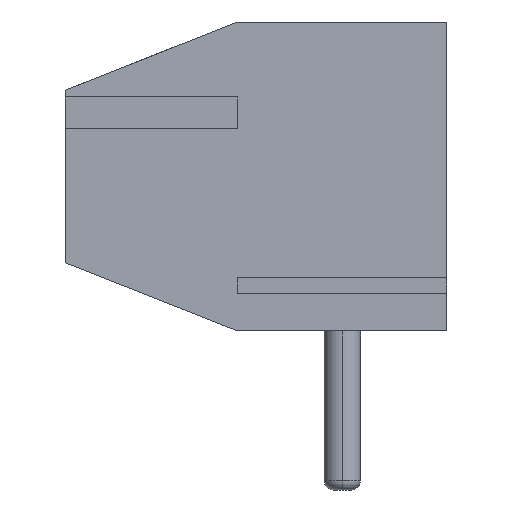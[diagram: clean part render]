
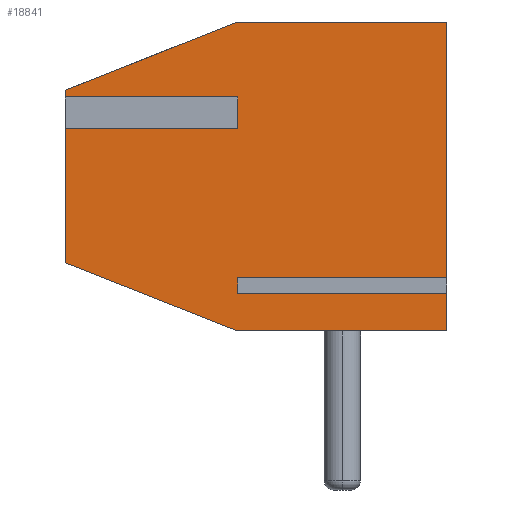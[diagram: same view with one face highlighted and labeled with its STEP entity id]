
A CAD part, left-side view. The second image highlights one B-rep face of the part: STEP entity #18841.
In plain terms, the highlighted planar face has unit normal (-1, 0, 0).
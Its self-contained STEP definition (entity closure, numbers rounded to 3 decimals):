
#189 = LINE ( 'NONE', #29429, #26439 ) ;
#544 = ORIENTED_EDGE ( 'NONE', *, *, #6453, .F. ) ;
#816 = EDGE_CURVE ( 'NONE', #9552, #14990, #28850, .T. ) ;
#822 = VERTEX_POINT ( 'NONE', #18795 ) ;
#1027 = VERTEX_POINT ( 'NONE', #3171 ) ;
#1040 = CARTESIAN_POINT ( 'NONE',  ( 0., 4.6, 4.632 ) ) ;
#1374 = ORIENTED_EDGE ( 'NONE', *, *, #28396, .T. ) ;
#1465 = VECTOR ( 'NONE', #28949, 1000. ) ;
#1714 = CARTESIAN_POINT ( 'NONE',  ( 0., 8.4, 1.5 ) ) ;
#1751 = EDGE_CURVE ( 'NONE', #29435, #26706, #13768, .T. ) ;
#1924 = ORIENTED_EDGE ( 'NONE', *, *, #23518, .T. ) ;
#2156 = VERTEX_POINT ( 'NONE', #12022 ) ;
#2339 = EDGE_CURVE ( 'NONE', #822, #29435, #7048, .T. ) ;
#2391 = CARTESIAN_POINT ( 'NONE',  ( 0., 8.4, 4.968 ) ) ;
#3061 = ORIENTED_EDGE ( 'NONE', *, *, #4622, .F. ) ;
#3171 = CARTESIAN_POINT ( 'NONE',  ( 0., 0., 0. ) ) ;
#3317 = EDGE_CURVE ( 'NONE', #2156, #26706, #16647, .T. ) ;
#3764 = EDGE_CURVE ( 'NONE', #5035, #23365, #27783, .T. ) ;
#4022 = EDGE_CURVE ( 'NONE', #14846, #13420, #14477, .T. ) ;
#4298 = FACE_OUTER_BOUND ( 'NONE', #4614, .T. ) ;
#4440 = VECTOR ( 'NONE', #21285, 1000. ) ;
#4614 = EDGE_LOOP ( 'NONE', ( #1924, #15654, #12320, #9123, #544, #5564, #8274, #3061, #17337, #10788, #18159, #1374, #11047, #29336 ) ) ;
#4622 = EDGE_CURVE ( 'NONE', #30511, #10258, #5427, .T. ) ;
#4768 = DIRECTION ( 'NONE',  ( 1., 0., 0. ) ) ;
#4848 = VECTOR ( 'NONE', #19529, 1000. ) ;
#4883 = CARTESIAN_POINT ( 'NONE',  ( 0., 8.4, 4.632 ) ) ;
#5035 = VERTEX_POINT ( 'NONE', #2391 ) ;
#5214 = CARTESIAN_POINT ( 'NONE',  ( 0., 8.4, 6.8 ) ) ;
#5427 = LINE ( 'NONE', #4883, #19583 ) ;
#5488 = LINE ( 'NONE', #22779, #8844 ) ;
#5564 = ORIENTED_EDGE ( 'NONE', *, *, #3764, .T. ) ;
#5706 = EDGE_CURVE ( 'NONE', #14990, #30511, #22162, .T. ) ;
#6006 = DIRECTION ( 'NONE',  ( 0., 0., 1. ) ) ;
#6453 = EDGE_CURVE ( 'NONE', #5035, #822, #22662, .T. ) ;
#6544 = CARTESIAN_POINT ( 'NONE',  ( 0., 0., 0.832 ) ) ;
#6635 = LINE ( 'NONE', #23441, #17056 ) ;
#6846 = CARTESIAN_POINT ( 'NONE',  ( 0., 0., 6.8 ) ) ;
#6873 = VECTOR ( 'NONE', #17576, 1000. ) ;
#6974 = DIRECTION ( 'NONE',  ( 0., -1., 0. ) ) ;
#7048 = LINE ( 'NONE', #31576, #16949 ) ;
#7162 = DIRECTION ( 'NONE',  ( 0., 0., -1. ) ) ;
#7761 = CARTESIAN_POINT ( 'NONE',  ( 0., 0., 6.8 ) ) ;
#8274 = ORIENTED_EDGE ( 'NONE', *, *, #9283, .T. ) ;
#8675 = VECTOR ( 'NONE', #25412, 1000. ) ;
#8698 = VECTOR ( 'NONE', #16442, 1000. ) ;
#8844 = VECTOR ( 'NONE', #22440, 1000. ) ;
#9123 = ORIENTED_EDGE ( 'NONE', *, *, #2339, .F. ) ;
#9283 = EDGE_CURVE ( 'NONE', #23365, #10258, #189, .T. ) ;
#9357 = DIRECTION ( 'NONE',  ( 0., -1., 0. ) ) ;
#9440 = LINE ( 'NONE', #19043, #4848 ) ;
#9503 = DIRECTION ( 'NONE',  ( 0., -0.93, 0.367 ) ) ;
#9552 = VERTEX_POINT ( 'NONE', #29067 ) ;
#9808 = CARTESIAN_POINT ( 'NONE',  ( 0., 4.6, 1.168 ) ) ;
#10258 = VERTEX_POINT ( 'NONE', #1040 ) ;
#10560 = CARTESIAN_POINT ( 'NONE',  ( 0., 8.4, 1.5 ) ) ;
#10788 = ORIENTED_EDGE ( 'NONE', *, *, #816, .F. ) ;
#11047 = ORIENTED_EDGE ( 'NONE', *, *, #29491, .F. ) ;
#11560 = VECTOR ( 'NONE', #12441, 1000. ) ;
#11612 = DIRECTION ( 'NONE',  ( 0., 0., -1. ) ) ;
#12022 = CARTESIAN_POINT ( 'NONE',  ( 0., 0., 1.168 ) ) ;
#12320 = ORIENTED_EDGE ( 'NONE', *, *, #1751, .F. ) ;
#12441 = DIRECTION ( 'NONE',  ( 0., -1., 0. ) ) ;
#13420 = VERTEX_POINT ( 'NONE', #15400 ) ;
#13768 = LINE ( 'NONE', #24172, #30608 ) ;
#14477 = LINE ( 'NONE', #19507, #8698 ) ;
#14846 = VERTEX_POINT ( 'NONE', #26801 ) ;
#14990 = VERTEX_POINT ( 'NONE', #10560 ) ;
#15400 = CARTESIAN_POINT ( 'NONE',  ( 0., 4.6, 1.168 ) ) ;
#15443 = DIRECTION ( 'NONE',  ( 0., -1., 0. ) ) ;
#15654 = ORIENTED_EDGE ( 'NONE', *, *, #3317, .T. ) ;
#16442 = DIRECTION ( 'NONE',  ( 0., 0., 1. ) ) ;
#16647 = LINE ( 'NONE', #6846, #1465 ) ;
#16949 = VECTOR ( 'NONE', #9503, 1000. ) ;
#17056 = VECTOR ( 'NONE', #6006, 1000. ) ;
#17337 = ORIENTED_EDGE ( 'NONE', *, *, #5706, .F. ) ;
#17576 = DIRECTION ( 'NONE',  ( 0., 0., 1. ) ) ;
#18159 = ORIENTED_EDGE ( 'NONE', *, *, #19101, .T. ) ;
#18795 = CARTESIAN_POINT ( 'NONE',  ( 0., 8.4, 5.3 ) ) ;
#18841 = ADVANCED_FACE ( 'NONE', ( #4298 ), #22021, .F. ) ;
#19043 = CARTESIAN_POINT ( 'NONE',  ( 0., 8.4, 0. ) ) ;
#19101 = EDGE_CURVE ( 'NONE', #9552, #1027, #9440, .T. ) ;
#19403 = VERTEX_POINT ( 'NONE', #6544 ) ;
#19507 = CARTESIAN_POINT ( 'NONE',  ( 0., 4.6, 0.832 ) ) ;
#19529 = DIRECTION ( 'NONE',  ( 0., -1., 0. ) ) ;
#19583 = VECTOR ( 'NONE', #6974, 1000. ) ;
#19838 = CARTESIAN_POINT ( 'NONE',  ( 0., 8.4, 4.968 ) ) ;
#21285 = DIRECTION ( 'NONE',  ( 0., 0.93, 0.367 ) ) ;
#21728 = CARTESIAN_POINT ( 'NONE',  ( 0., 8.4, 6.8 ) ) ;
#22021 = PLANE ( 'NONE',  #22107 ) ;
#22107 = AXIS2_PLACEMENT_3D ( 'NONE', #21728, #4768, #11612 ) ;
#22162 = LINE ( 'NONE', #5214, #8675 ) ;
#22440 = DIRECTION ( 'NONE',  ( 0., -1., 0. ) ) ;
#22662 = LINE ( 'NONE', #25084, #6873 ) ;
#22779 = CARTESIAN_POINT ( 'NONE',  ( 0., 4.6, 0.832 ) ) ;
#23365 = VERTEX_POINT ( 'NONE', #26303 ) ;
#23441 = CARTESIAN_POINT ( 'NONE',  ( 0., 0., 6.8 ) ) ;
#23518 = EDGE_CURVE ( 'NONE', #13420, #2156, #24466, .T. ) ;
#24172 = CARTESIAN_POINT ( 'NONE',  ( 0., 8.4, 6.8 ) ) ;
#24466 = LINE ( 'NONE', #9808, #11560 ) ;
#25084 = CARTESIAN_POINT ( 'NONE',  ( 0., 8.4, 6.8 ) ) ;
#25211 = CARTESIAN_POINT ( 'NONE',  ( 0., 8.4, 4.632 ) ) ;
#25412 = DIRECTION ( 'NONE',  ( 0., 0., 1. ) ) ;
#26303 = CARTESIAN_POINT ( 'NONE',  ( 0., 4.6, 4.968 ) ) ;
#26439 = VECTOR ( 'NONE', #7162, 1000. ) ;
#26706 = VERTEX_POINT ( 'NONE', #7761 ) ;
#26801 = CARTESIAN_POINT ( 'NONE',  ( 0., 4.6, 0.832 ) ) ;
#27783 = LINE ( 'NONE', #19838, #28991 ) ;
#28396 = EDGE_CURVE ( 'NONE', #1027, #19403, #6635, .T. ) ;
#28850 = LINE ( 'NONE', #1714, #4440 ) ;
#28949 = DIRECTION ( 'NONE',  ( 0., 0., 1. ) ) ;
#28991 = VECTOR ( 'NONE', #15443, 1000. ) ;
#29067 = CARTESIAN_POINT ( 'NONE',  ( 0., 4.6, 0. ) ) ;
#29218 = CARTESIAN_POINT ( 'NONE',  ( 0., 4.6, 6.8 ) ) ;
#29336 = ORIENTED_EDGE ( 'NONE', *, *, #4022, .T. ) ;
#29429 = CARTESIAN_POINT ( 'NONE',  ( 0., 4.6, 4.968 ) ) ;
#29435 = VERTEX_POINT ( 'NONE', #29218 ) ;
#29491 = EDGE_CURVE ( 'NONE', #14846, #19403, #5488, .T. ) ;
#30511 = VERTEX_POINT ( 'NONE', #25211 ) ;
#30608 = VECTOR ( 'NONE', #9357, 1000. ) ;
#31576 = CARTESIAN_POINT ( 'NONE',  ( 0., 8.4, 5.3 ) ) ;
